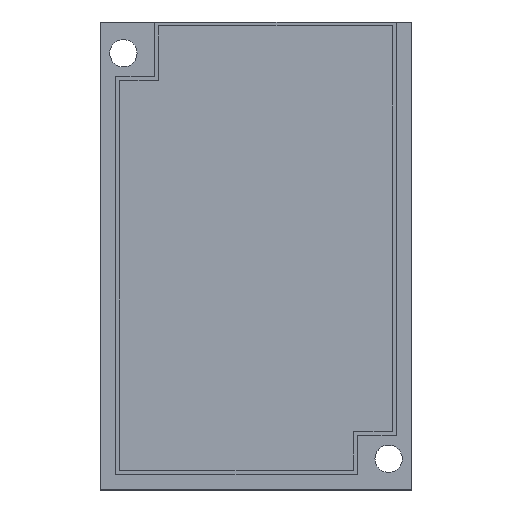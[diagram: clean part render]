
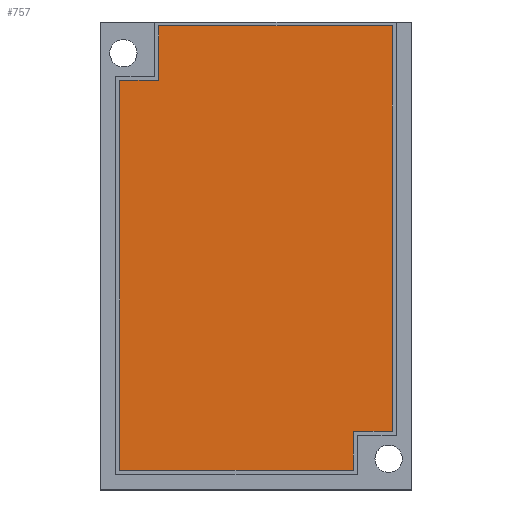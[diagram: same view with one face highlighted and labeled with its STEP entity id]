
A CAD part, top view. The second image highlights one B-rep face of the part: STEP entity #757.
In plain terms, the highlighted planar face has unit normal (0, 0, 1).
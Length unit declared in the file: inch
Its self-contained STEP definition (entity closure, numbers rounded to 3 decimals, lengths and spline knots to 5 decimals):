
#241=DIRECTION('',(-1.,0.,0.));
#242=VECTOR('',#241,1.1811);
#243=CARTESIAN_POINT('',(0.68898,1.16142,0.28543));
#244=LINE('',#243,#242);
#245=DIRECTION('',(0.,1.,0.));
#246=VECTOR('',#245,2.04724);
#247=CARTESIAN_POINT('',(0.68898,-0.88583,
0.28543));
#248=LINE('',#247,#246);
#249=DIRECTION('',(1.,0.,0.));
#250=VECTOR('',#249,0.19685);
#251=CARTESIAN_POINT('',(0.49213,-0.88583,
0.28543));
#252=LINE('',#251,#250);
#253=DIRECTION('',(0.,1.,0.));
#254=VECTOR('',#253,0.19685);
#255=CARTESIAN_POINT('',(0.49213,-1.08268,
0.28543));
#256=LINE('',#255,#254);
#257=DIRECTION('',(1.,0.,0.));
#258=VECTOR('',#257,1.1811);
#259=CARTESIAN_POINT('',(-0.68898,-1.08268,
0.28543));
#260=LINE('',#259,#258);
#261=DIRECTION('',(0.,-1.,0.));
#262=VECTOR('',#261,1.9685);
#263=CARTESIAN_POINT('',(-0.68898,0.88583,
0.28543));
#264=LINE('',#263,#262);
#265=DIRECTION('',(-1.,0.,0.));
#266=VECTOR('',#265,0.19685);
#267=CARTESIAN_POINT('',(-0.49213,0.88583,
0.28543));
#268=LINE('',#267,#266);
#269=DIRECTION('',(0.,-1.,0.));
#270=VECTOR('',#269,0.27559);
#271=CARTESIAN_POINT('',(-0.49213,1.16142,
0.28543));
#272=LINE('',#271,#270);
#361=CARTESIAN_POINT('',(0.68898,1.16142,0.28543));
#362=CARTESIAN_POINT('',(-0.49213,1.16142,
0.28543));
#363=VERTEX_POINT('',#361);
#364=VERTEX_POINT('',#362);
#365=CARTESIAN_POINT('',(-0.49213,0.88583,
0.28543));
#366=VERTEX_POINT('',#365);
#367=CARTESIAN_POINT('',(-0.68898,0.88583,
0.28543));
#368=VERTEX_POINT('',#367);
#369=CARTESIAN_POINT('',(-0.68898,-1.08268,
0.28543));
#370=VERTEX_POINT('',#369);
#371=CARTESIAN_POINT('',(0.49213,-1.08268,
0.28543));
#372=VERTEX_POINT('',#371);
#373=CARTESIAN_POINT('',(0.49213,-0.88583,
0.28543));
#374=VERTEX_POINT('',#373);
#375=CARTESIAN_POINT('',(0.68898,-0.88583,
0.28543));
#376=VERTEX_POINT('',#375);
#742=CARTESIAN_POINT('',(0.,0.,0.28543));
#743=DIRECTION('',(0.,0.,1.));
#744=DIRECTION('',(1.,0.,0.));
#745=AXIS2_PLACEMENT_3D('',#742,#743,#744);
#746=PLANE('',#745);
#747=ORIENTED_EDGE('',*,*,#638,.F.);
#748=ORIENTED_EDGE('',*,*,#653,.F.);
#749=ORIENTED_EDGE('',*,*,#667,.F.);
#750=ORIENTED_EDGE('',*,*,#681,.F.);
#751=ORIENTED_EDGE('',*,*,#695,.F.);
#752=ORIENTED_EDGE('',*,*,#709,.F.);
#753=ORIENTED_EDGE('',*,*,#723,.F.);
#754=ORIENTED_EDGE('',*,*,#736,.F.);
#755=EDGE_LOOP('',(#747,#748,#749,#750,#751,#752,#753,#754));
#756=FACE_OUTER_BOUND('',#755,.F.);
#757=ADVANCED_FACE('',(#756),#746,.T.);
#638=EDGE_CURVE('',#363,#364,#244,.T.);
#653=EDGE_CURVE('',#376,#363,#248,.T.);
#667=EDGE_CURVE('',#374,#376,#252,.T.);
#681=EDGE_CURVE('',#372,#374,#256,.T.);
#695=EDGE_CURVE('',#370,#372,#260,.T.);
#709=EDGE_CURVE('',#368,#370,#264,.T.);
#723=EDGE_CURVE('',#366,#368,#268,.T.);
#736=EDGE_CURVE('',#364,#366,#272,.T.);
